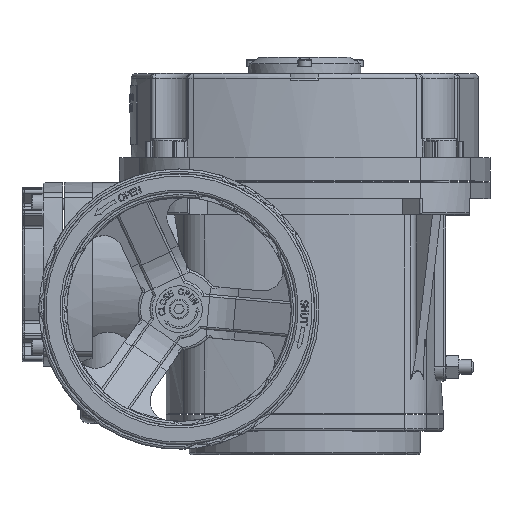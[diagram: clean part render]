
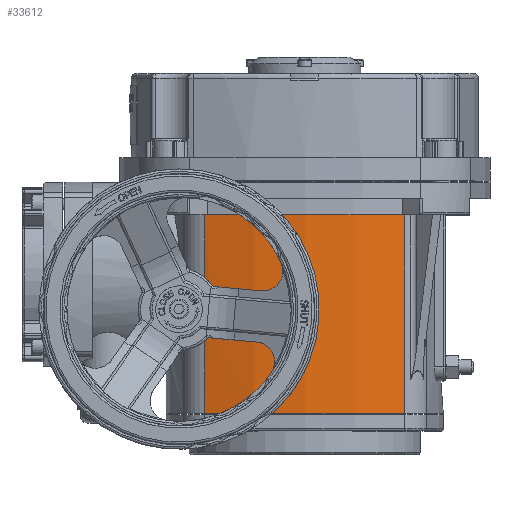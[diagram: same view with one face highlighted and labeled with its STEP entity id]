
A CAD part, top view. The second image highlights one B-rep face of the part: STEP entity #33612.
In plain terms, the highlighted cylindrical face has radius 130 mm (diameter 260 mm), a partial arc.
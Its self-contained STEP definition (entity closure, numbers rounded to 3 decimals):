
#691=B_SPLINE_CURVE_WITH_KNOTS('',3,(#48521,#48522,#48523,#48524,#48525,
#48526,#48527,#48528,#48529,#48530),.UNSPECIFIED.,.F.,.F.,(4,2,2,2,4),(0.,
0.075,0.15,0.23,0.31),
 .UNSPECIFIED.);
#692=B_SPLINE_CURVE_WITH_KNOTS('',3,(#48568,#48569,#48570,#48571,#48572,
#48573,#48574,#48575,#48576,#48577),.UNSPECIFIED.,.F.,.F.,(4,2,2,2,4),(-0.31,
-0.23,-0.15,-0.075,0.),
 .UNSPECIFIED.);
#2097=LINE('',#48564,#4314);
#3139=LINE('',#62530,#5356);
#3190=LINE('',#62943,#5407);
#3191=LINE('',#62945,#5408);
#4314=VECTOR('',#39474,10.);
#5356=VECTOR('',#43304,10.);
#5407=VECTOR('',#43635,10.);
#5408=VECTOR('',#43638,10.);
#6590=CYLINDRICAL_SURFACE('',#36709,130.);
#7894=FACE_OUTER_BOUND('',#9844,.T.);
#9844=EDGE_LOOP('',(#26340,#26341,#26342,#26343,#26344,#26345,#26346,#26347,
#26348,#26349));
#10687=CIRCLE('',#34642,130.);
#11712=CIRCLE('',#36558,130.);
#11713=CIRCLE('',#36560,130.);
#11757=CIRCLE('',#36703,130.);
#12397=VERTEX_POINT('',#47116);
#12398=VERTEX_POINT('',#47118);
#12828=VERTEX_POINT('',#48518);
#12829=VERTEX_POINT('',#48520);
#12844=VERTEX_POINT('',#48563);
#12845=VERTEX_POINT('',#48567);
#14197=VERTEX_POINT('',#62431);
#14198=VERTEX_POINT('',#62435);
#14260=VERTEX_POINT('',#62932);
#14261=VERTEX_POINT('',#62934);
#15532=EDGE_CURVE('',#12397,#12398,#10687,.T.);
#16143=EDGE_CURVE('',#12828,#12829,#691,.F.);
#16160=EDGE_CURVE('',#12844,#12829,#2097,.T.);
#16162=EDGE_CURVE('',#12844,#12845,#692,.F.);
#18325=EDGE_CURVE('',#12828,#14197,#11712,.T.);
#18326=EDGE_CURVE('',#14198,#12845,#11713,.T.);
#18345=EDGE_CURVE('',#14198,#12397,#3139,.T.);
#18450=EDGE_CURVE('',#14261,#14260,#11757,.T.);
#18454=EDGE_CURVE('',#14260,#12398,#3190,.T.);
#18455=EDGE_CURVE('',#14261,#14197,#3191,.T.);
#26340=ORIENTED_EDGE('',*,*,#18325,.T.);
#26341=ORIENTED_EDGE('',*,*,#18455,.F.);
#26342=ORIENTED_EDGE('',*,*,#18450,.T.);
#26343=ORIENTED_EDGE('',*,*,#18454,.T.);
#26344=ORIENTED_EDGE('',*,*,#15532,.F.);
#26345=ORIENTED_EDGE('',*,*,#18345,.F.);
#26346=ORIENTED_EDGE('',*,*,#18326,.T.);
#26347=ORIENTED_EDGE('',*,*,#16162,.F.);
#26348=ORIENTED_EDGE('',*,*,#16160,.T.);
#26349=ORIENTED_EDGE('',*,*,#16143,.F.);
#33612=ADVANCED_FACE('',(#7894),#6590,.T.);
#34642=AXIS2_PLACEMENT_3D('',#47119,#38161,#38162);
#36558=AXIS2_PLACEMENT_3D('',#62433,#43276,#43277);
#36560=AXIS2_PLACEMENT_3D('',#62436,#43280,#43281);
#36703=AXIS2_PLACEMENT_3D('',#62935,#43622,#43623);
#36709=AXIS2_PLACEMENT_3D('',#62944,#43636,#43637);
#38161=DIRECTION('center_axis',(0.,1.,0.));
#38162=DIRECTION('ref_axis',(-0.329,0.,0.944));
#39474=DIRECTION('',(0.,-1.,0.));
#43276=DIRECTION('center_axis',(0.,-1.,0.));
#43277=DIRECTION('ref_axis',(-0.329,0.,0.944));
#43280=DIRECTION('center_axis',(0.,1.,0.));
#43281=DIRECTION('ref_axis',(-0.329,0.,0.944));
#43304=DIRECTION('',(0.,1.,0.));
#43622=DIRECTION('center_axis',(0.,1.,0.));
#43623=DIRECTION('ref_axis',(-0.329,0.,0.944));
#43635=DIRECTION('',(0.,1.,0.));
#43636=DIRECTION('center_axis',(0.,1.,0.));
#43637=DIRECTION('ref_axis',(-0.329,0.,0.944));
#43638=DIRECTION('',(0.,1.,0.));
#47116=CARTESIAN_POINT('',(-42.817,102.5,52.039));
#47118=CARTESIAN_POINT('',(42.817,102.5,52.039));
#47119=CARTESIAN_POINT('Origin',(0.,102.5,-70.707));
#48518=CARTESIAN_POINT('',(-42.793,49.5,52.048));
#48520=CARTESIAN_POINT('',(-40.793,51.5,52.727));
#48521=CARTESIAN_POINT('Ctrl Pts',(-40.793,51.5,52.727));
#48522=CARTESIAN_POINT('Ctrl Pts',(-40.793,51.25,52.727));
#48523=CARTESIAN_POINT('Ctrl Pts',(-40.843,50.984,52.71));
#48524=CARTESIAN_POINT('Ctrl Pts',(-41.043,50.496,52.644));
#48525=CARTESIAN_POINT('Ctrl Pts',(-41.193,50.275,52.594));
#48526=CARTESIAN_POINT('Ctrl Pts',(-41.545,49.916,52.476));
#48527=CARTESIAN_POINT('Ctrl Pts',(-41.774,49.758,52.399));
#48528=CARTESIAN_POINT('Ctrl Pts',(-42.272,49.55,52.228));
#48529=CARTESIAN_POINT('Ctrl Pts',(-42.542,49.5,52.135));
#48530=CARTESIAN_POINT('Ctrl Pts',(-42.793,49.5,52.048));
#48563=CARTESIAN_POINT('',(-40.793,72.5,52.727));
#48564=CARTESIAN_POINT('',(-40.793,17.5,52.727));
#48567=CARTESIAN_POINT('',(-42.793,74.5,52.048));
#48568=CARTESIAN_POINT('Ctrl Pts',(-42.793,74.5,52.048));
#48569=CARTESIAN_POINT('Ctrl Pts',(-42.542,74.5,52.135));
#48570=CARTESIAN_POINT('Ctrl Pts',(-42.272,74.45,52.228));
#48571=CARTESIAN_POINT('Ctrl Pts',(-41.774,74.242,52.399));
#48572=CARTESIAN_POINT('Ctrl Pts',(-41.545,74.084,52.476));
#48573=CARTESIAN_POINT('Ctrl Pts',(-41.193,73.725,52.594));
#48574=CARTESIAN_POINT('Ctrl Pts',(-41.043,73.504,52.644));
#48575=CARTESIAN_POINT('Ctrl Pts',(-40.843,73.016,52.71));
#48576=CARTESIAN_POINT('Ctrl Pts',(-40.793,72.75,52.727));
#48577=CARTESIAN_POINT('Ctrl Pts',(-40.793,72.5,52.727));
#62431=CARTESIAN_POINT('',(-42.817,49.5,52.039));
#62433=CARTESIAN_POINT('Origin',(0.,49.5,-70.707));
#62435=CARTESIAN_POINT('',(-42.817,74.5,52.039));
#62436=CARTESIAN_POINT('Origin',(0.,74.5,-70.707));
#62530=CARTESIAN_POINT('',(-42.817,17.5,52.039));
#62932=CARTESIAN_POINT('',(42.817,17.5,52.039));
#62934=CARTESIAN_POINT('',(-42.817,17.5,52.039));
#62935=CARTESIAN_POINT('Origin',(0.,17.5,-70.707));
#62943=CARTESIAN_POINT('',(42.817,17.5,52.039));
#62944=CARTESIAN_POINT('Origin',(0.,17.5,-70.707));
#62945=CARTESIAN_POINT('',(-42.817,17.5,52.039));
